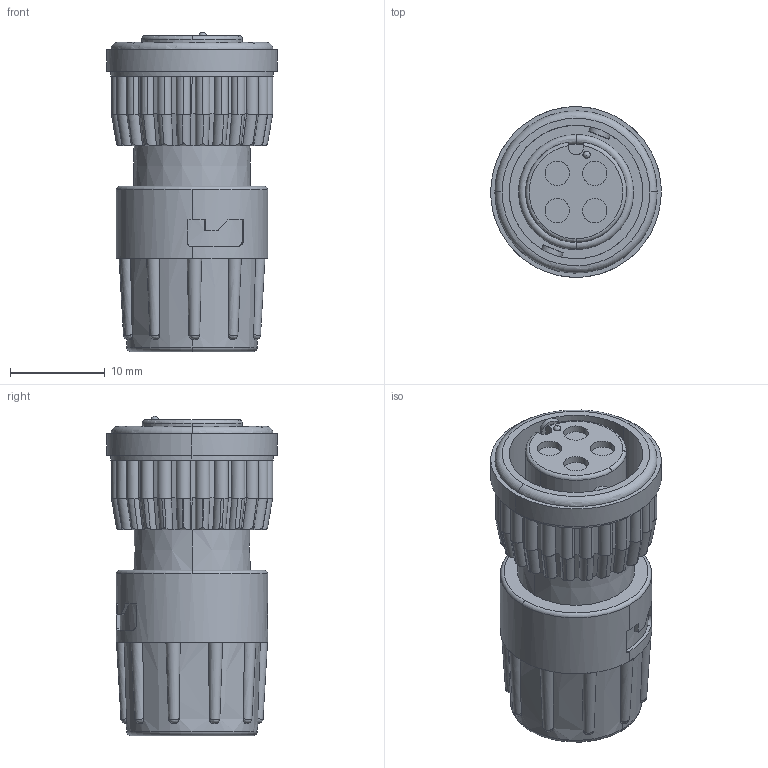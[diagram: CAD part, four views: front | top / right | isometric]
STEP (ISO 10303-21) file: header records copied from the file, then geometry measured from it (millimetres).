
FILE_DESCRIPTION (( 'STEP AP203' ), '1' );
FILE_NAME ('6380-4SG-3XX.STEP', '2017-11-07T20:14:01', ( '' ), ( '' ), 'SwSTEP 2.0', 'SolidWorks 2017', '' );
FILE_SCHEMA (( 'CONFIG_CONTROL_DESIGN' ));
Length unit declared in the file: inch
Products named in the file (1): 6380-4SG-3XX
Bounding box: 18.03 x 18.03 x 33.76 mm (x, y, z)
Volume: 5454.5 mm3; surface area: 3085.8 mm2
Topology: 1 solids, 1 shells, 318 faces, 949 edges, 645 vertices
Faces by surface type: cylinder 186, plane 73, torus 34, bspline 20, cone 4, sphere 1
Entity records: 18418 total; most frequent: CARTESIAN_POINT 10983, ORIENTED_EDGE 1892, DIRECTION 1021, EDGE_CURVE 946, VERTEX_POINT 643, B_SPLINE_CURVE_WITH_KNOTS 619, AXIS2_PLACEMENT_3D 400, EDGE_LOOP 331
